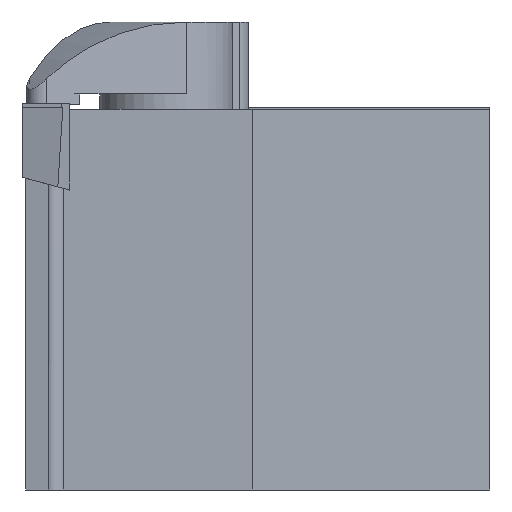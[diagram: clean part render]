
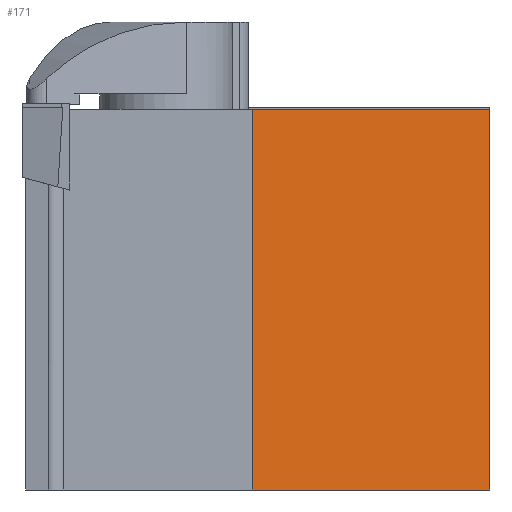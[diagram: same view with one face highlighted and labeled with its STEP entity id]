
A CAD part, left-side view. The second image highlights one B-rep face of the part: STEP entity #171.
In plain terms, the highlighted planar face has unit normal (-0.707, -0.707, 0).
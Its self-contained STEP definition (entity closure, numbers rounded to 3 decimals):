
#171=ADVANCED_FACE('',(#256),#216,.F.);
#216=PLANE('',#997);
#256=FACE_OUTER_BOUND('',#302,.T.);
#302=EDGE_LOOP('',(#413,#414,#415,#416));
#413=ORIENTED_EDGE('',*,*,#687,.F.);
#414=ORIENTED_EDGE('',*,*,#673,.F.);
#415=ORIENTED_EDGE('',*,*,#699,.F.);
#416=ORIENTED_EDGE('',*,*,#666,.F.);
#588=VERTEX_POINT('',#1283);
#589=VERTEX_POINT('',#1285);
#595=VERTEX_POINT('',#1298);
#596=VERTEX_POINT('',#1300);
#666=EDGE_CURVE('',#588,#589,#784,.T.);
#673=EDGE_CURVE('',#595,#596,#790,.T.);
#687=EDGE_CURVE('',#596,#588,#804,.T.);
#699=EDGE_CURVE('',#589,#595,#815,.T.);
#784=LINE('',#1284,#886);
#790=LINE('',#1299,#892);
#804=LINE('',#1325,#906);
#815=LINE('',#1350,#917);
#886=VECTOR('',#1052,1.);
#892=VECTOR('',#1062,1.);
#906=VECTOR('',#1082,1.);
#917=VECTOR('',#1109,1.);
#997=AXIS2_PLACEMENT_3D('',#1353,#1113,#1114);
#1052=DIRECTION('',(-0.707,0.707,0.));
#1062=DIRECTION('',(0.707,-0.707,0.));
#1082=DIRECTION('',(0.,0.,-1.));
#1109=DIRECTION('',(0.,0.,1.));
#1113=DIRECTION('',(0.707,0.707,0.));
#1114=DIRECTION('',(0.707,-0.707,0.));
#1283=CARTESIAN_POINT('',(20.5,-25.,-25.));
#1284=CARTESIAN_POINT('',(5.,-9.5,-25.));
#1285=CARTESIAN_POINT('',(5.,-9.5,-25.));
#1298=CARTESIAN_POINT('',(5.,-9.5,-0.14));
#1299=CARTESIAN_POINT('',(5.,-9.5,-0.14));
#1300=CARTESIAN_POINT('',(20.5,-25.,-0.14));
#1325=CARTESIAN_POINT('',(20.5,-25.,-32.84));
#1350=CARTESIAN_POINT('',(5.,-9.5,-32.84));
#1353=CARTESIAN_POINT('',(5.,-9.5,-32.84));
